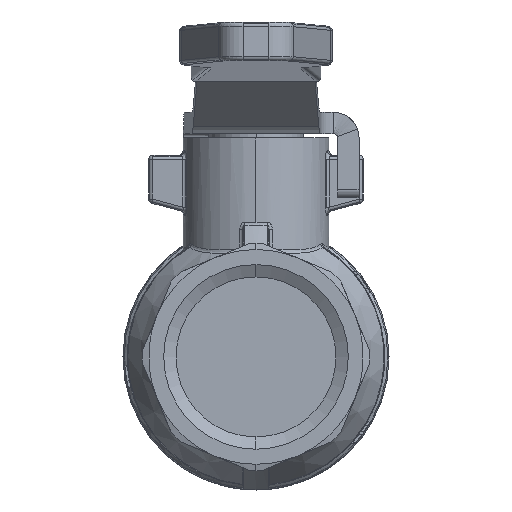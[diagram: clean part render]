
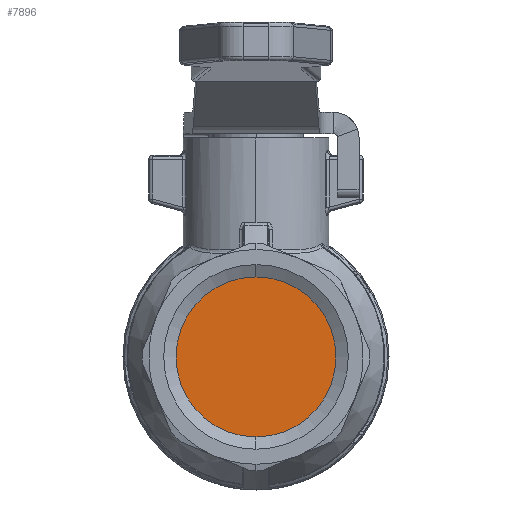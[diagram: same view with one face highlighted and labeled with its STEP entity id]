
A CAD part, left-side view. The second image highlights one B-rep face of the part: STEP entity #7896.
In plain terms, the highlighted planar face has unit normal (-1, 0, 0).
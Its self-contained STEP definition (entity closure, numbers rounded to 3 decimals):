
#4607=CARTESIAN_POINT('',(-14.,0.,9.316));
#4608=VERTEX_POINT('',#4607);
#4616=CARTESIAN_POINT('',(-14.,-0.,-9.316));
#4617=VERTEX_POINT('',#4616);
#4624=CARTESIAN_POINT('',(-14.,-0.,-0.));
#4625=DIRECTION('',(-1.,-0.,-0.));
#4626=DIRECTION('',(-0.,0.,1.));
#4627=AXIS2_PLACEMENT_3D('',#4624,#4625,#4626);
#4628=CIRCLE('',#4627,9.316);
#4629=EDGE_CURVE('',#4608,#4617,#4628,.T.);
#7869=CARTESIAN_POINT('',(-14.,-0.,-0.));
#7870=DIRECTION('',(-1.,-0.,-0.));
#7871=DIRECTION('',(-0.,0.,1.));
#7872=AXIS2_PLACEMENT_3D('',#7869,#7870,#7871);
#7873=CIRCLE('',#7872,9.316);
#7874=EDGE_CURVE('',#4617,#4608,#7873,.T.);
#7887=CARTESIAN_POINT('',(-14.,-0.,4.658));
#7888=DIRECTION('',(1.,0.,0.));
#7889=DIRECTION('',(-0.,0.,1.));
#7890=AXIS2_PLACEMENT_3D('',#7887,#7888,#7889);
#7891=PLANE('',#7890);
#7892=ORIENTED_EDGE('',*,*,#7874,.T.);
#7893=ORIENTED_EDGE('',*,*,#4629,.T.);
#7894=EDGE_LOOP('',(#7892,#7893));
#7895=FACE_BOUND('',#7894,.T.);
#7896=ADVANCED_FACE('',(#7895),#7891,.F.);
